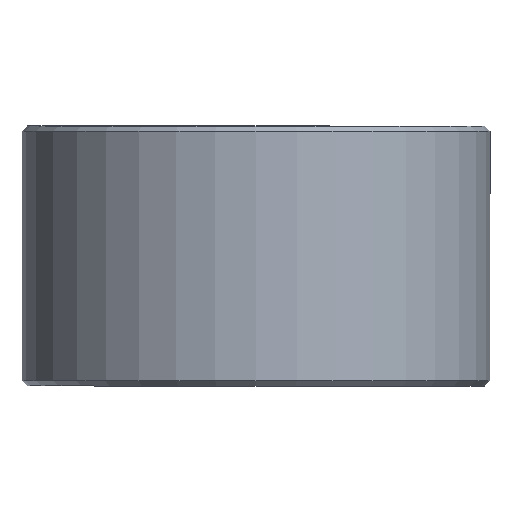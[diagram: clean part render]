
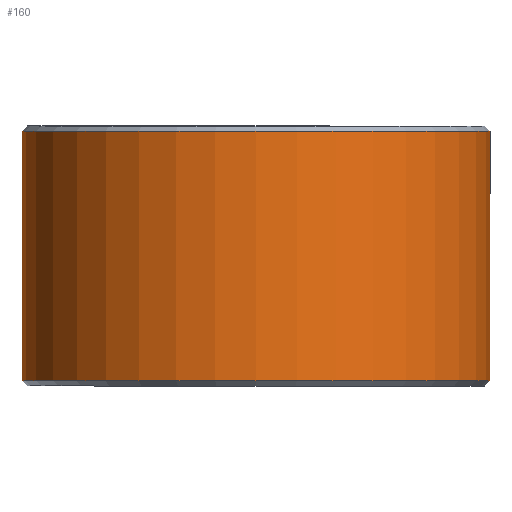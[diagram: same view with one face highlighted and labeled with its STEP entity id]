
A CAD part, front view. The second image highlights one B-rep face of the part: STEP entity #160.
In plain terms, the highlighted cylindrical face has radius 90 mm (diameter 180 mm), a full revolution.
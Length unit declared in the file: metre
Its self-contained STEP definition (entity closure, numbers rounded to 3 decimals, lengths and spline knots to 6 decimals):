
#160=ADVANCED_FACE('',(#186,#187),#188,.T.);
#186=FACE_OUTER_BOUND('',#2718,.T.);
#187=FACE_OUTER_BOUND('',#2719,.T.);
#188=CYLINDRICAL_SURFACE('',#2720,0.09);
#2718=EDGE_LOOP('',(#5275));
#2719=EDGE_LOOP('',(#5276));
#2720=AXIS2_PLACEMENT_3D('',#5277,#5278,#5279);
#5275=ORIENTED_EDGE('',*,*,#5320,.T.);
#5276=ORIENTED_EDGE('',*,*,#5321,.F.);
#5277=CARTESIAN_POINT('',(0.0,0.0,0.));
#5278=DIRECTION('',(0.0,0.,-1.0));
#5279=DIRECTION('',(0.0,1.0,0.));
#5320=EDGE_CURVE('',#5352,#5352,#5353,.T.);
#5321=EDGE_CURVE('',#5354,#5354,#5355,.T.);
#5352=VERTEX_POINT('',#5620);
#5353=CIRCLE('',#5621,0.09);
#5354=VERTEX_POINT('',#5622);
#5355=CIRCLE('',#5623,0.09);
#5620=CARTESIAN_POINT('',(0.0,0.09,0.098));
#5621=AXIS2_PLACEMENT_3D('',#5656,#5657,#5658);
#5622=CARTESIAN_POINT('',(0.0,0.09,0.002));
#5623=AXIS2_PLACEMENT_3D('',#5659,#5660,#5661);
#5656=CARTESIAN_POINT('',(0.0,0.,0.098));
#5657=DIRECTION('',(0.0,0.,-1.0));
#5658=DIRECTION('',(0.0,1.0,0.));
#5659=CARTESIAN_POINT('',(0.0,0.0,0.002));
#5660=DIRECTION('',(0.0,0.,-1.0));
#5661=DIRECTION('',(0.0,1.0,0.));
